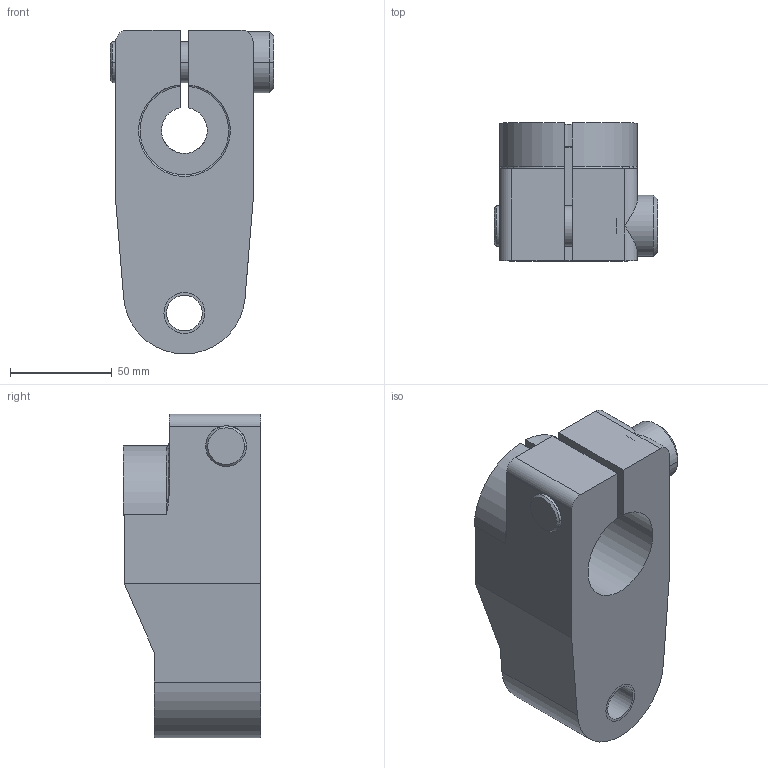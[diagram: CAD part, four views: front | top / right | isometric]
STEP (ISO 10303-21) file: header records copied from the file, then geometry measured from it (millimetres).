
FILE_DESCRIPTION((''),'2;1');
FILE_NAME('ILCML9148001','2013-07-10T',('QAM'),(''),'PRO/ENGINEER BY PARAMETRIC TECHNOLOGY CORPORATION, 2007460','PRO/ENGINEER BY PARAMETRIC TECHNOLOGY CORPORATION, 2007460','');
FILE_SCHEMA(('AUTOMOTIVE_DESIGN_CC2 { 1 2 10303 214 -1 1 5 2 }'));
Length unit declared in the file: millimetre
Products named in the file (1): ILCML9148001
Bounding box: 80 x 67.5 x 158.8 mm (x, y, z)
Volume: 478873.4 mm3; surface area: 67643.9 mm2
Topology: 1 solids, 3 shells, 61 faces, 159 edges, 103 vertices
Faces by surface type: plane 28, cylinder 26, cone 4, torus 3
Entity records: 2565 total; most frequent: CARTESIAN_POINT 400, DIRECTION 331, ORIENTED_EDGE 310, PRESENTATION_STYLE_ASSIGNMENT 162, STYLED_ITEM 162, CURVE_STYLE 159, EDGE_CURVE 159, AXIS2_PLACEMENT_3D 121
